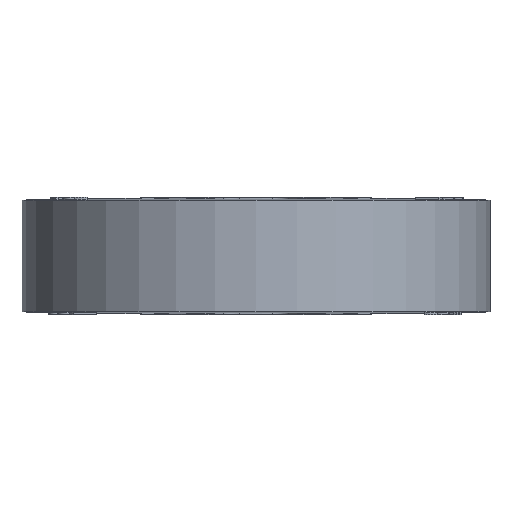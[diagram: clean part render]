
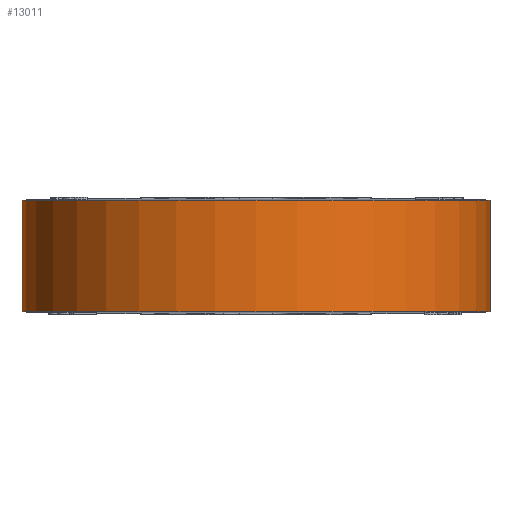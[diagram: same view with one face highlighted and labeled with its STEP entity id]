
A CAD part, front view. The second image highlights one B-rep face of the part: STEP entity #13011.
In plain terms, the highlighted cylindrical face has radius 25.4 mm (diameter 50.8 mm), a partial arc.
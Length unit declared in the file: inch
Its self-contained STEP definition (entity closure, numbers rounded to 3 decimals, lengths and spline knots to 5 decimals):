
#39 = VERTEX_POINT ( 'NONE', #1550 ) ;
#1203 = EDGE_CURVE ( 'NONE', #4049, #8188, #13089, .T. ) ;
#1550 = CARTESIAN_POINT ( 'NONE',  ( -1., 0., 0.23907 ) ) ;
#2285 = CYLINDRICAL_SURFACE ( 'NONE', #3366, 1. ) ;
#3257 = DIRECTION ( 'NONE',  ( 1., 0., 0. ) ) ;
#3306 = ORIENTED_EDGE ( 'NONE', *, *, #13340, .F. ) ;
#3366 = AXIS2_PLACEMENT_3D ( 'NONE', #12184, #9715, #8657 ) ;
#3635 = LINE ( 'NONE', #6829, #10681 ) ;
#4049 = VERTEX_POINT ( 'NONE', #8952 ) ;
#4675 = AXIS2_PLACEMENT_3D ( 'NONE', #10713, #11706, #10641 ) ;
#6163 = ORIENTED_EDGE ( 'NONE', *, *, #8701, .F. ) ;
#6468 = VECTOR ( 'NONE', #11034, 39.37008 ) ;
#6525 = FACE_OUTER_BOUND ( 'NONE', #13783, .T. ) ;
#6581 = CARTESIAN_POINT ( 'NONE',  ( 0., 0., 0.23907 ) ) ;
#6829 = CARTESIAN_POINT ( 'NONE',  ( -1., 0., 0.25 ) ) ;
#6906 = DIRECTION ( 'NONE',  ( 0., 0., 1. ) ) ;
#7961 = DIRECTION ( 'NONE',  ( 0., 0., -1. ) ) ;
#8188 = VERTEX_POINT ( 'NONE', #13079 ) ;
#8522 = EDGE_CURVE ( 'NONE', #39, #11910, #3635, .T. ) ;
#8657 = DIRECTION ( 'NONE',  ( -1., 0., 0. ) ) ;
#8701 = EDGE_CURVE ( 'NONE', #8188, #11910, #13276, .T. ) ;
#8952 = CARTESIAN_POINT ( 'NONE',  ( 1., 0., 0.23907 ) ) ;
#9065 = ORIENTED_EDGE ( 'NONE', *, *, #8522, .T. ) ;
#9712 = AXIS2_PLACEMENT_3D ( 'NONE', #6581, #6906, #3257 ) ;
#9715 = DIRECTION ( 'NONE',  ( 0., 0., -1. ) ) ;
#10641 = DIRECTION ( 'NONE',  ( -1., 0., 0. ) ) ;
#10681 = VECTOR ( 'NONE', #7961, 39.37008 ) ;
#10713 = CARTESIAN_POINT ( 'NONE',  ( 0., 0., -0.23907 ) ) ;
#11034 = DIRECTION ( 'NONE',  ( 0., 0., -1. ) ) ;
#11706 = DIRECTION ( 'NONE',  ( 0., 0., -1. ) ) ;
#11910 = VERTEX_POINT ( 'NONE', #12408 ) ;
#12096 = CARTESIAN_POINT ( 'NONE',  ( 1., 0., 0.25 ) ) ;
#12184 = CARTESIAN_POINT ( 'NONE',  ( 0., 0., 0.25 ) ) ;
#12408 = CARTESIAN_POINT ( 'NONE',  ( -1., 0., -0.23907 ) ) ;
#12417 = CIRCLE ( 'NONE', #9712, 1. ) ;
#13011 = ADVANCED_FACE ( 'NONE', ( #6525 ), #2285, .T. ) ;
#13079 = CARTESIAN_POINT ( 'NONE',  ( 1., 0., -0.23907 ) ) ;
#13089 = LINE ( 'NONE', #12096, #6468 ) ;
#13276 = CIRCLE ( 'NONE', #4675, 1. ) ;
#13340 = EDGE_CURVE ( 'NONE', #39, #4049, #12417, .T. ) ;
#13636 = ORIENTED_EDGE ( 'NONE', *, *, #1203, .F. ) ;
#13783 = EDGE_LOOP ( 'NONE', ( #13636, #3306, #9065, #6163 ) ) ;
